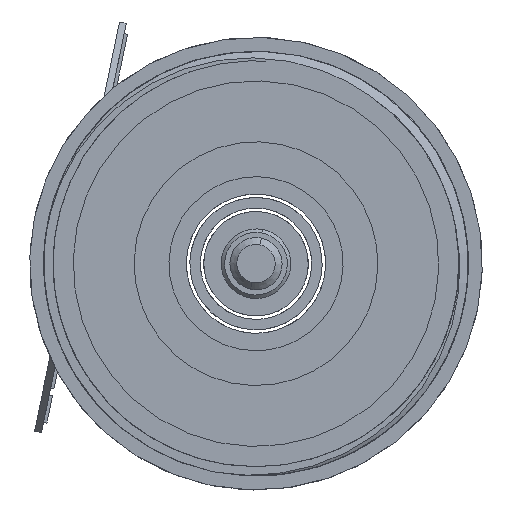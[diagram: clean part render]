
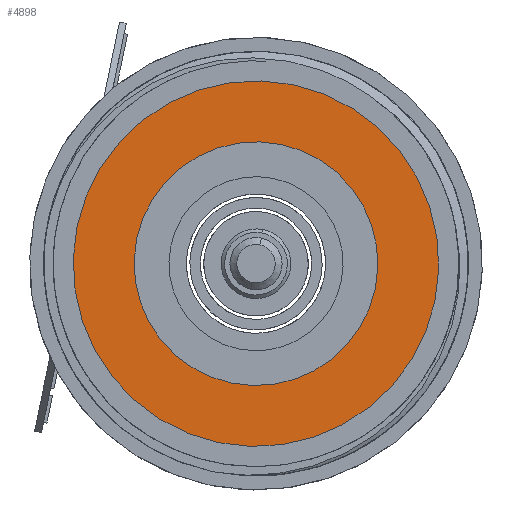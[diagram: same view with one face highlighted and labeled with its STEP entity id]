
A CAD part, left-side view. The second image highlights one B-rep face of the part: STEP entity #4898.
In plain terms, the highlighted planar face has unit normal (-1, 0, 0).
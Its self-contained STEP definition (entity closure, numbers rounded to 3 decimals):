
#307 = PLANE ( 'NONE',  #6693 ) ;
#308 = CARTESIAN_POINT ( 'NONE',  ( -40.346, 23.738, 0.47 ) ) ;
#309 = DIRECTION ( 'NONE',  ( -1., 0., 0. ) ) ;
#310 = DIRECTION ( 'NONE',  ( 0., 0.203, -0.979 ) ) ;
#345 = EDGE_LOOP ( 'NONE', ( #5664, #5665 ) ) ;
#383 = EDGE_LOOP ( 'NONE', ( #5667, #5666 ) ) ;
#2044 = CARTESIAN_POINT ( 'NONE',  ( -40.346, 23.738, 0.47 ) ) ;
#2048 = DIRECTION ( 'NONE',  ( -1., 0., 0. ) ) ;
#2049 = DIRECTION ( 'NONE',  ( 0., 0.203, -0.979 ) ) ;
#2050 = CARTESIAN_POINT ( 'NONE',  ( -40.346, 23.738, 0.47 ) ) ;
#2051 = DIRECTION ( 'NONE',  ( -1., 0., 0. ) ) ;
#2052 = DIRECTION ( 'NONE',  ( 0., 0.203, -0.979 ) ) ;
#2092 = CARTESIAN_POINT ( 'NONE',  ( -40.346, 23.738, 0.47 ) ) ;
#2093 = DIRECTION ( 'NONE',  ( -1., 0., 0. ) ) ;
#2094 = DIRECTION ( 'NONE',  ( 0., 0.203, -0.979 ) ) ;
#2104 = CARTESIAN_POINT ( 'NONE',  ( -40.346, 23.738, 0.47 ) ) ;
#2105 = DIRECTION ( 'NONE',  ( -1., 0., 0. ) ) ;
#2106 = DIRECTION ( 'NONE',  ( 0., 0.203, -0.979 ) ) ;
#4408 = CARTESIAN_POINT ( 'NONE',  ( -40.346, 23.027, 3.897 ) ) ;
#4411 = CARTESIAN_POINT ( 'NONE',  ( -40.346, 24.804, -4.671 ) ) ;
#4412 = CARTESIAN_POINT ( 'NONE',  ( -40.346, 24.449, -2.957 ) ) ;
#4417 = CARTESIAN_POINT ( 'NONE',  ( -40.346, 22.671, 5.61 ) ) ;
#4757 = AXIS2_PLACEMENT_3D ( 'NONE', #2050, #2051, #2052 ) ;
#4760 = AXIS2_PLACEMENT_3D ( 'NONE', #2092, #2093, #2094 ) ;
#4898 = ADVANCED_FACE ( 'NONE', ( #6705, #6690 ), #307, .T. ) ;
#4927 = EDGE_CURVE ( 'NONE', #6532, #6528, #6314, .T. ) ;
#4928 = EDGE_CURVE ( 'NONE', #6537, #6531, #6321, .T. ) ;
#4942 = EDGE_CURVE ( 'NONE', #6528, #6532, #6327, .T. ) ;
#4946 = EDGE_CURVE ( 'NONE', #6531, #6537, #6330, .T. ) ;
#5261 = AXIS2_PLACEMENT_3D ( 'NONE', #2044, #2048, #2049 ) ;
#5664 = ORIENTED_EDGE ( 'NONE', *, *, #4946, .T. ) ;
#5665 = ORIENTED_EDGE ( 'NONE', *, *, #4928, .T. ) ;
#5666 = ORIENTED_EDGE ( 'NONE', *, *, #4942, .F. ) ;
#5667 = ORIENTED_EDGE ( 'NONE', *, *, #4927, .F. ) ;
#6120 = AXIS2_PLACEMENT_3D ( 'NONE', #2104, #2105, #2106 ) ;
#6314 = CIRCLE ( 'NONE', #5261, 3.5 ) ;
#6321 = CIRCLE ( 'NONE', #4757, 5.25 ) ;
#6327 = CIRCLE ( 'NONE', #4760, 3.5 ) ;
#6330 = CIRCLE ( 'NONE', #6120, 5.25 ) ;
#6528 = VERTEX_POINT ( 'NONE', #4408 ) ;
#6531 = VERTEX_POINT ( 'NONE', #4411 ) ;
#6532 = VERTEX_POINT ( 'NONE', #4412 ) ;
#6537 = VERTEX_POINT ( 'NONE', #4417 ) ;
#6690 = FACE_BOUND ( 'NONE', #383, .T. ) ;
#6693 = AXIS2_PLACEMENT_3D ( 'NONE', #308, #309, #310 ) ;
#6705 = FACE_OUTER_BOUND ( 'NONE', #345, .T. ) ;
